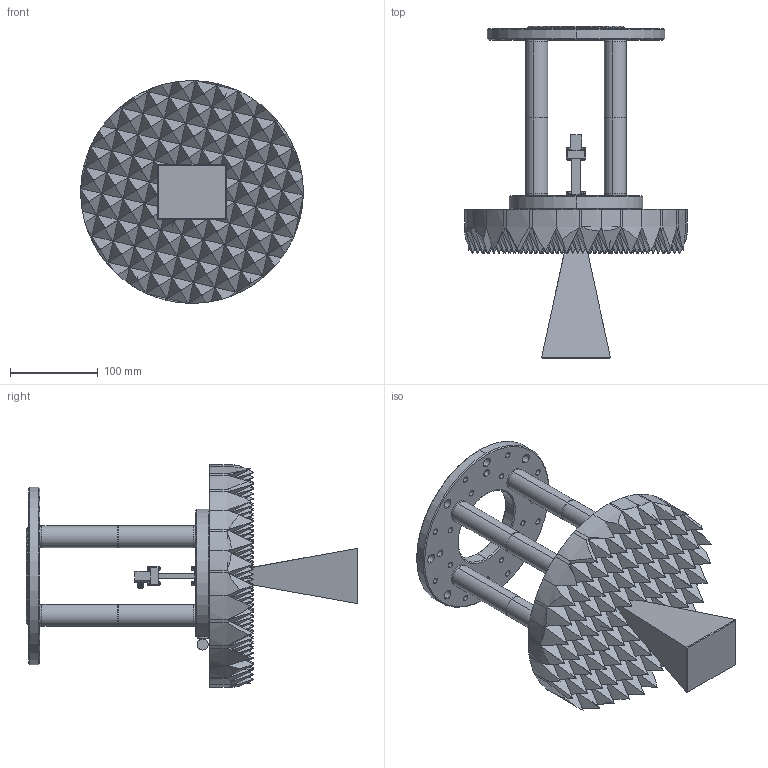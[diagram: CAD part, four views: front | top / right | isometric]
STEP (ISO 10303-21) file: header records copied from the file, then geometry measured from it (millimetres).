
FILE_DESCRIPTION (( 'STEP AP203' ), '1' );
FILE_NAME ('STY-MAA-AZ-34KF-R1.STEP', '2024-05-01T22:11:03', ( '' ), ( '' ), 'SwSTEP 2.0', 'SolidWorks 2021', '' );
FILE_SCHEMA (( 'CONFIG_CONTROL_DESIGN' ));
Products named in the file (1): STY-MAA-AZ-34KF-R1
Bounding box: 253.91 x 378.9 x 253.91 mm (x, y, z)
Volume: 2778334.9 mm3; surface area: 537245.9 mm2
Topology: 88 solids, 96 shells, 1857 faces, 4205 edges, 2581 vertices
Faces by surface type: plane 731, cylinder 459, bspline 406, cone 261
Entity records: 72565 total; most frequent: CARTESIAN_POINT 33812, ORIENTED_EDGE 8402, DIRECTION 7024, EDGE_CURVE 4201, VERTEX_POINT 2581, AXIS2_PLACEMENT_3D 2380, VECTOR 2264, LINE 2264
